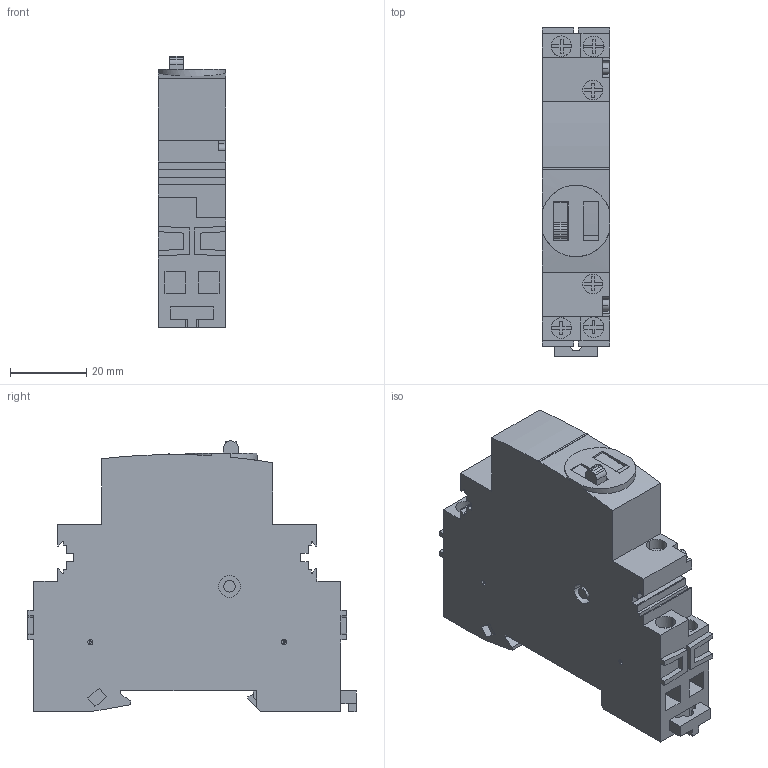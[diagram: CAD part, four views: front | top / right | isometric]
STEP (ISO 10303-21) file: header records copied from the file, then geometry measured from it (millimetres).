
FILE_DESCRIPTION((''),'2;1');
FILE_NAME('B103942','2013-06-19T',('SESA217760'),('Schneider-Electric'),'PRO/ENGINEER BY PARAMETRIC TECHNOLOGY CORPORATION, 2011410','PRO/ENGINEER BY PARAMETRIC TECHNOLOGY CORPORATION, 2011410','');
FILE_SCHEMA(('CONFIG_CONTROL_DESIGN'));
Length unit declared in the file: millimetre
Products named in the file (1): B103942
Bounding box: 17.8 x 86.3 x 71.43 mm (x, y, z)
Volume: 5.2 mm3; surface area: 17146.2 mm2
Topology: 2 solids, 3 shells, 429 faces, 1150 edges, 762 vertices
Faces by surface type: plane 345, cylinder 83, extrusion 1
Entity records: 13401 total; most frequent: CARTESIAN_POINT 2414, ORIENTED_EDGE 2300, DIRECTION 2196, EDGE_CURVE 1150, VECTOR 956, LINE 955, VERTEX_POINT 762, AXIS2_PLACEMENT_3D 620
